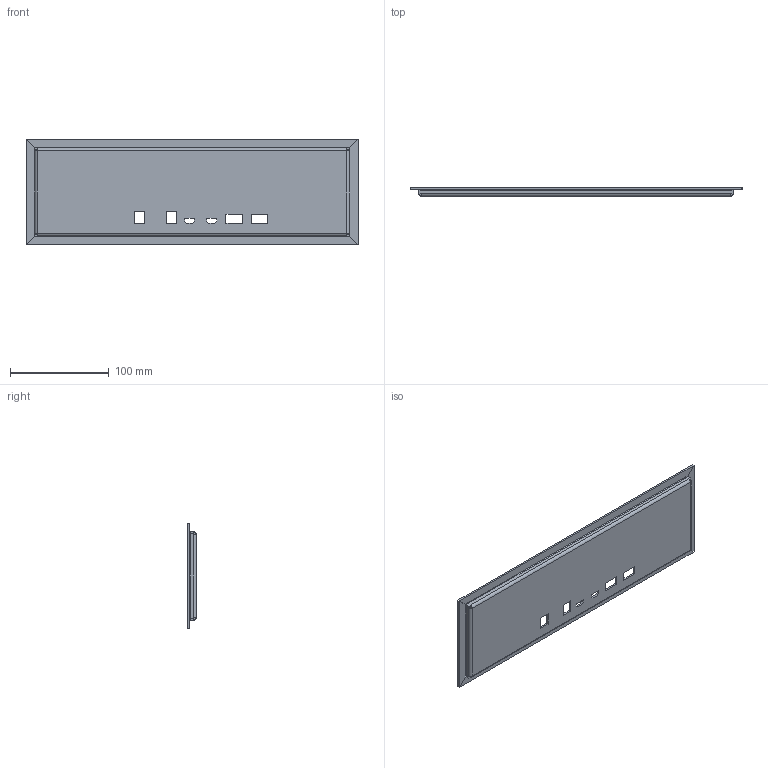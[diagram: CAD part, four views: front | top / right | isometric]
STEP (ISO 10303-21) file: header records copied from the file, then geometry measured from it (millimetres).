
FILE_DESCRIPTION(/* description */ ('Alibre Inc.'),/* implementation_level */ '2;1');
FILE_NAME(/* name */ 'export-68CC3FA2-0846-4500-B799-AD3A7CADD96C',/* time_stamp */ '2025-04-06T22:53:00-05:00',/* author */ (''),/* organization */ (''),/* preprocessor_version */ 'ST-DEVELOPER v17',/* originating_system */ 'Alibre',/* authorisation */ '');
FILE_SCHEMA (('CONFIG_CONTROL_DESIGN'));
Length unit declared in the file: centimetre
Bounding box: 336.28 x 8.67 x 107.31 mm (x, y, z)
Volume: 80413.4 mm3; surface area: 81897.2 mm2
Topology: 1 solids, 1 shells, 122 faces, 296 edges, 176 vertices
Faces by surface type: plane 106, cylinder 16
Entity records: 3359 total; most frequent: ORIENTED_EDGE 592, CARTESIAN_POINT 573, DIRECTION 445, EDGE_CURVE 296, VECTOR 256, LINE 256, VERTEX_POINT 176, AXIS2_PLACEMENT_3D 141
